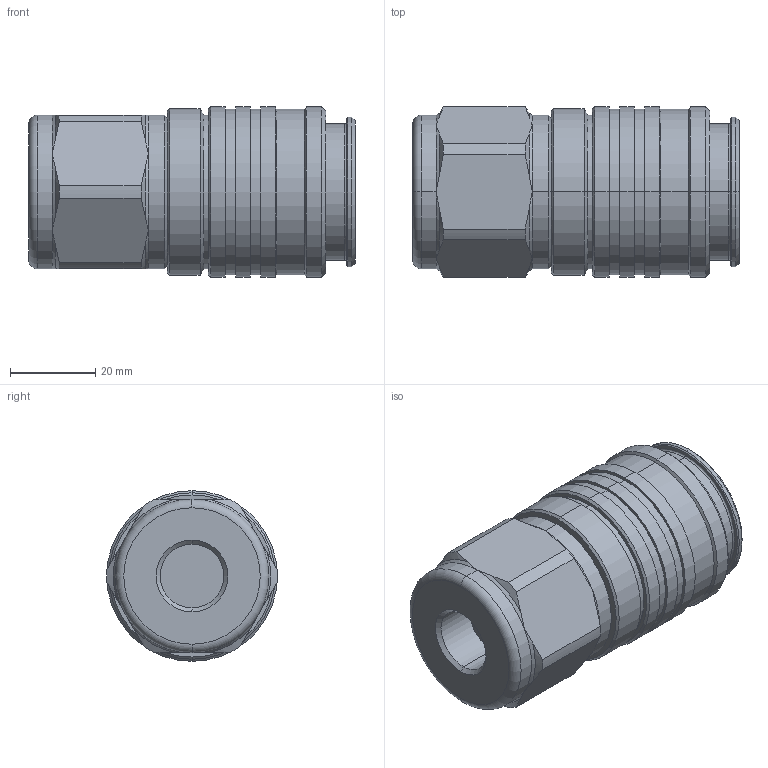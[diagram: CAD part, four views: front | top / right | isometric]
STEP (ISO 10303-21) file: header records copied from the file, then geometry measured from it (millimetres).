
FILE_DESCRIPTION (( 'STEP AP214' ), '1' );
FILE_NAME ('FF3810.STEP', '2015-08-28T09:51:03', ( 'admin' ), ( 'Microsoft' ), 'SwSTEP 2.0', 'SolidWorks 2009', '' );
FILE_SCHEMA (( 'AUTOMOTIVE_DESIGN' ));
Length unit declared in the file: millimetre
Products named in the file (1): FF3810
Bounding box: 76.5 x 40 x 40 mm (x, y, z)
Volume: 82721.5 mm3; surface area: 13815.9 mm2
Topology: 1 solids, 1 shells, 134 faces, 288 edges, 172 vertices
Faces by surface type: cylinder 46, cone 40, torus 24, plane 24
Entity records: 3791 total; most frequent: CARTESIAN_POINT 827, DIRECTION 670, ORIENTED_EDGE 576, AXIS2_PLACEMENT_3D 295, EDGE_CURVE 288, VERTEX_POINT 172, CIRCLE 160, EDGE_LOOP 150
